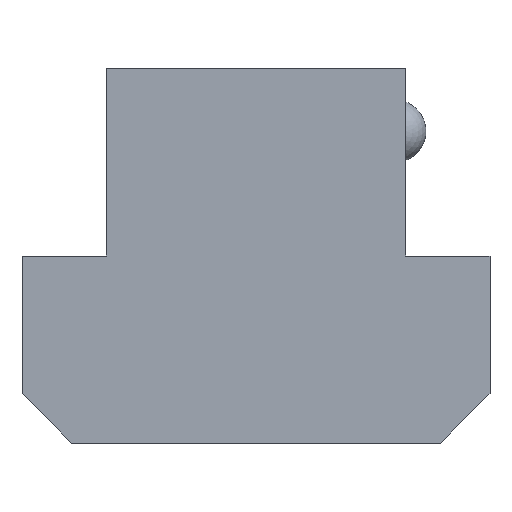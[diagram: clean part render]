
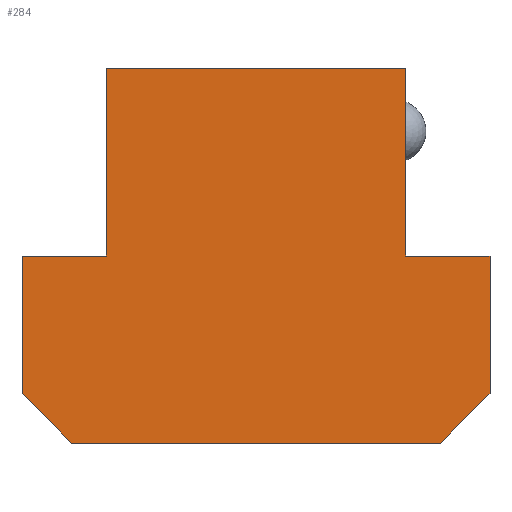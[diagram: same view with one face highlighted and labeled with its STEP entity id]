
A CAD part, front view. The second image highlights one B-rep face of the part: STEP entity #284.
In plain terms, the highlighted planar face has unit normal (0, -1, 0).
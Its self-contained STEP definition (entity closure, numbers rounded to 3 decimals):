
#112=VERTEX_POINT('',#304);
#114=EDGE_CURVE('',#142,#112,#306,.T.);
#118=EDGE_CURVE('',#112,#232,#310,.T.);
#134=EDGE_CURVE('',#250,#142,#329,.T.);
#142=VERTEX_POINT('',#337);
#148=VERTEX_POINT('',#346);
#154=EDGE_CURVE('',#170,#148,#352,.T.);
#156=EDGE_CURVE('',#190,#170,#354,.T.);
#170=VERTEX_POINT('',#369);
#184=EDGE_CURVE('',#224,#190,#383,.T.);
#190=VERTEX_POINT('',#389);
#210=EDGE_CURVE('',#272,#224,#412,.T.);
#224=VERTEX_POINT('',#428);
#232=VERTEX_POINT('',#437);
#234=EDGE_CURVE('',#232,#252,#439,.T.);
#242=EDGE_CURVE('',#252,#272,#448,.T.);
#250=VERTEX_POINT('',#458);
#252=VERTEX_POINT('',#460);
#272=VERTEX_POINT('',#482);
#282=EDGE_CURVE('',#148,#250,#493,.T.);
#284=ADVANCED_FACE('',(#495),#496,.T.);
#304=CARTESIAN_POINT('',(7.5,-7.5,0.0));
#306=LINE('',#509,#510);
#310=LINE('',#515,#516);
#329=LINE('',#543,#544);
#337=CARTESIAN_POINT('',(4.8,-7.5,0.0));
#346=CARTESIAN_POINT('',(-4.8,-7.5,6.0));
#352=LINE('',#570,#571);
#354=LINE('',#574,#575);
#369=CARTESIAN_POINT('',(-4.8,-7.5,0.0));
#383=LINE('',#617,#618);
#389=CARTESIAN_POINT('',(-7.5,-7.5,0.0));
#412=LINE('',#657,#658);
#428=CARTESIAN_POINT('',(-7.5,-7.5,-4.4));
#437=CARTESIAN_POINT('',(7.5,-7.5,-4.4));
#439=LINE('',#695,#696);
#448=LINE('',#708,#709);
#458=CARTESIAN_POINT('',(4.8,-7.5,6.0));
#460=CARTESIAN_POINT('',(5.9,-7.5,-6.));
#482=CARTESIAN_POINT('',(-5.9,-7.5,-6.));
#493=LINE('',#767,#768);
#495=FACE_OUTER_BOUND('',#770,.T.);
#496=PLANE('',#771);
#509=CARTESIAN_POINT('',(7.5,-7.5,0.0));
#510=VECTOR('',#777,1.0);
#515=CARTESIAN_POINT('',(7.5,-7.5,-4.4));
#516=VECTOR('',#778,1.0);
#543=CARTESIAN_POINT('',(4.8,-7.5,0.0));
#544=VECTOR('',#809,1.0);
#570=CARTESIAN_POINT('',(-4.8,-7.5,6.0));
#571=VECTOR('',#833,1.0);
#574=CARTESIAN_POINT('',(-4.8,-7.5,0.0));
#575=VECTOR('',#834,1.0);
#617=CARTESIAN_POINT('',(-7.5,-7.5,0.0));
#618=VECTOR('',#854,1.0);
#657=CARTESIAN_POINT('',(-7.5,-7.5,-4.4));
#658=VECTOR('',#880,1.0);
#695=CARTESIAN_POINT('',(5.9,-7.5,-6.));
#696=VECTOR('',#912,1.0);
#708=CARTESIAN_POINT('',(-5.9,-7.5,-6.));
#709=VECTOR('',#922,1.0);
#767=CARTESIAN_POINT('',(4.8,-7.5,6.0));
#768=VECTOR('',#972,1.0);
#770=EDGE_LOOP('',(#974,#975,#976,#977,#978,#979,#980,#981,#982,#983));
#771=AXIS2_PLACEMENT_3D('',#984,#985,#986);
#777=DIRECTION('',(1.0,0.0,0.0));
#778=DIRECTION('',(0.0,0.,-1.0));
#809=DIRECTION('',(0.0,0.,-1.0));
#833=DIRECTION('',(0.0,0.,1.0));
#834=DIRECTION('',(1.0,0.0,0.0));
#854=DIRECTION('',(0.0,0.,1.0));
#880=DIRECTION('',(-0.707,0.,0.707));
#912=DIRECTION('',(-0.707,0.,-0.707));
#922=DIRECTION('',(-1.0,0.0,0.0));
#972=DIRECTION('',(1.0,0.0,0.0));
#974=ORIENTED_EDGE('',*,*,#234,.F.);
#975=ORIENTED_EDGE('',*,*,#118,.F.);
#976=ORIENTED_EDGE('',*,*,#114,.F.);
#977=ORIENTED_EDGE('',*,*,#134,.F.);
#978=ORIENTED_EDGE('',*,*,#282,.F.);
#979=ORIENTED_EDGE('',*,*,#154,.F.);
#980=ORIENTED_EDGE('',*,*,#156,.F.);
#981=ORIENTED_EDGE('',*,*,#184,.F.);
#982=ORIENTED_EDGE('',*,*,#210,.F.);
#983=ORIENTED_EDGE('',*,*,#242,.F.);
#984=CARTESIAN_POINT('',(0.,-7.5,-0.385));
#985=DIRECTION('',(0.0,-1.0,0.));
#986=DIRECTION('',(1.0,0.0,0.0));
